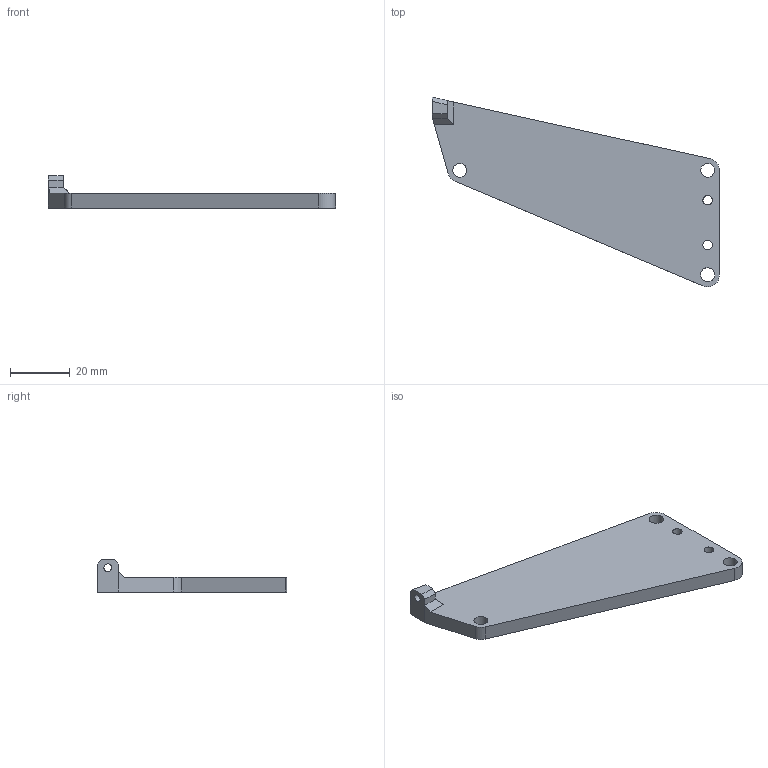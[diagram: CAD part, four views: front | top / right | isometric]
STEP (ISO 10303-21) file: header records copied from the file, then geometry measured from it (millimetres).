
FILE_DESCRIPTION(('HOOPS Exchange Step'),'2;1');
FILE_NAME('Driver Board Mount.stp','2026-02-17T11:30:14-05:00',('RED'),('Unknown organisation'),'HOOPS Exchange 2025.8','HOOPS Exchange','Unknown authorisation');
FILE_SCHEMA( ('AP203_CONFIGURATION_CONTROLLED_3D_DESIGN_OF_MECHANICAL_PARTS_AND_ASSEMBLIES_MIM_LF') );
Length unit declared in the file: millimetre
Products named in the file (2): 0; root
Assembly tree (1 placements, depth 2):
  root
    0
Bounding box: 96.25 x 63.5 x 10.81 mm (x, y, z)
Volume: 16190.8 mm3; surface area: 8193.8 mm2
Topology: 1 solids, 1 shells, 23 faces, 71 edges, 49 vertices
Faces by surface type: plane 14, cylinder 7, bspline 2
Full cylindrical faces by diameter (mm): 2.599 x1, 4.7 x3
Entity records: 900 total; most frequent: CARTESIAN_POINT 198, ORIENTED_EDGE 142, DIRECTION 136, EDGE_CURVE 71, VERTEX_POINT 49, AXIS2_PLACEMENT_3D 47, VECTOR 42, LINE 42
